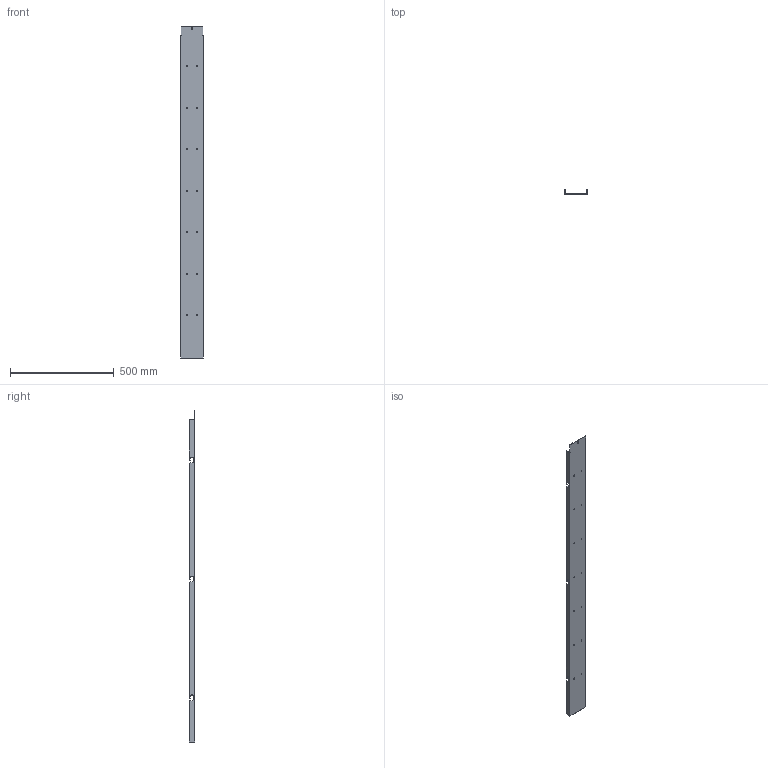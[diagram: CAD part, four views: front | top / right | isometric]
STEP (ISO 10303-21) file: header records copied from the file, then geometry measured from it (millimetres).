
FILE_DESCRIPTION (( 'STEP AP203' ), '1' );
FILE_NAME ('FUP188.step', '2021-06-30T17:18:58', ( 'ADC123' ), ( 'Microsoft' ), 'SwSTEP 2.0', 'SolidWorks 2021', '' );
FILE_SCHEMA (( 'CONFIG_CONTROL_DESIGN' ));
Length unit declared in the file: inch
Products named in the file (1): FUP188
Bounding box: 109 x 26 x 1602 mm (x, y, z)
Volume: 492595.1 mm3; surface area: 500827.3 mm2
Topology: 1 solids, 1 shells, 78 faces, 228 edges, 152 vertices
Faces by surface type: plane 50, cylinder 28
Full cylindrical faces by diameter (mm): 5 x14
Entity records: 2657 total; most frequent: CARTESIAN_POINT 445, ORIENTED_EDGE 428, DIRECTION 428, EDGE_CURVE 214, VECTOR 158, LINE 158, VERTEX_POINT 152, AXIS2_PLACEMENT_3D 135
